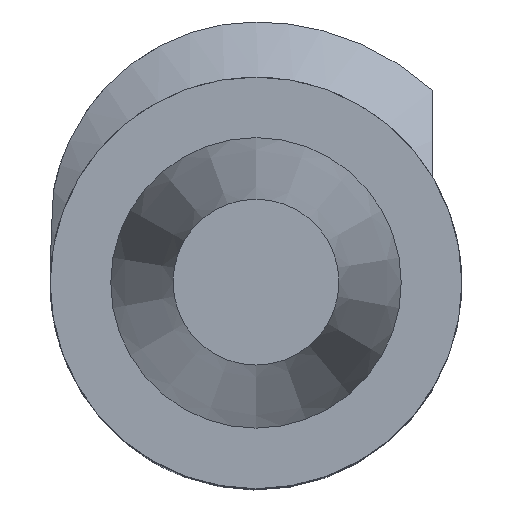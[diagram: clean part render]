
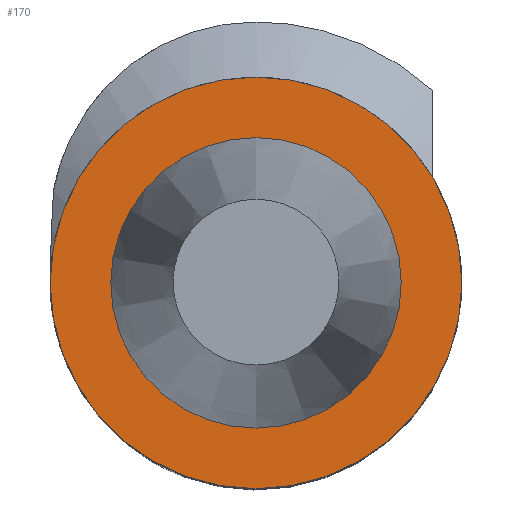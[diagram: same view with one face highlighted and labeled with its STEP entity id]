
A CAD part, top view. The second image highlights one B-rep face of the part: STEP entity #170.
In plain terms, the highlighted planar face has unit normal (0, 0, 1).
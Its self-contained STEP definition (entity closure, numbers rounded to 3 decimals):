
#115=EDGE_CURVE('Unnamed[1]',#316,#316,#317,.T.);
#154=EDGE_CURVE('Unnamed[1]',#370,#370,#371,.T.);
#170=ADVANCED_FACE('Unnamed[1]',(#392,#393),#394,.T.);
#316=VERTEX_POINT('',#575);
#317=CIRCLE('',#576,22.225);
#370=VERTEX_POINT('',#664);
#371=CIRCLE('',#665,31.5);
#392=FACE_BOUND('',#719,.T.);
#393=FACE_OUTER_BOUND('',#720,.T.);
#394=PLANE('',#721);
#575=CARTESIAN_POINT('',(0.,-22.225,-1.));
#576=AXIS2_PLACEMENT_3D('',#1031,#1032,#1033);
#664=CARTESIAN_POINT('',(0.,-31.5,-1.));
#665=AXIS2_PLACEMENT_3D('',#1091,#1092,#1093);
#719=EDGE_LOOP('',(#1122));
#720=EDGE_LOOP('',(#1123));
#721=AXIS2_PLACEMENT_3D('',#1124,#1125,#1126);
#1031=CARTESIAN_POINT('',(0.,0.,-1.));
#1032=DIRECTION('',(0.,0.,-1.0));
#1033=DIRECTION('',(0.,-1.0,0.));
#1091=CARTESIAN_POINT('',(0.,0.,-1.));
#1092=DIRECTION('',(0.,0.,-1.0));
#1093=DIRECTION('',(0.,-1.0,0.));
#1122=ORIENTED_EDGE('',*,*,#115,.T.);
#1123=ORIENTED_EDGE('',*,*,#154,.F.);
#1124=CARTESIAN_POINT('',(0.,-26.863,-1.));
#1125=DIRECTION('',(0.,0.,1.0));
#1126=DIRECTION('',(1.0,0.,0.0));
